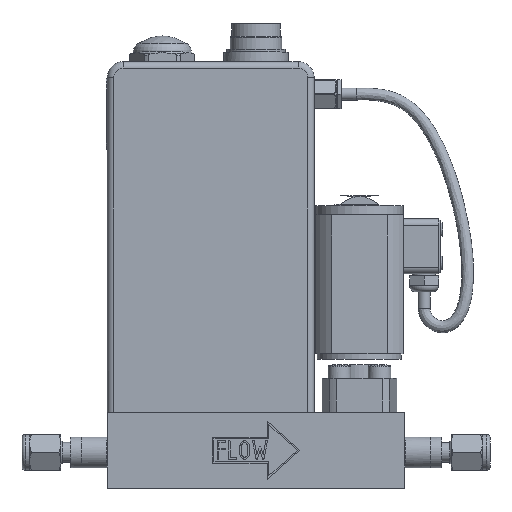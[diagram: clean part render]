
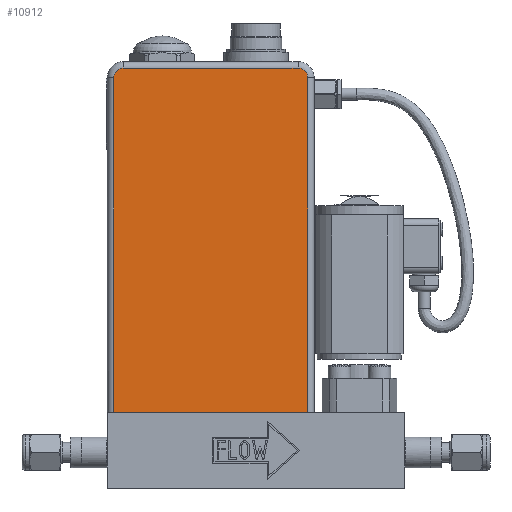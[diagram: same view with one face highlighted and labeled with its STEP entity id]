
A CAD part, top view. The second image highlights one B-rep face of the part: STEP entity #10912.
In plain terms, the highlighted planar face has unit normal (0, 0, 1).
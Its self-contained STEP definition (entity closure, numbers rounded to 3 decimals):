
#979=PLANE('',#11823);
#1605=FACE_OUTER_BOUND('',#2286,.T.);
#2286=EDGE_LOOP('',(#8729,#8730,#8731,#8732,#8733,#8734));
#3073=LINE('',#17211,#3913);
#3074=LINE('',#17215,#3914);
#3075=LINE('',#17219,#3915);
#3076=LINE('',#17220,#3916);
#3913=VECTOR('',#13745,10.);
#3914=VECTOR('',#13748,10.);
#3915=VECTOR('',#13751,10.);
#3916=VECTOR('',#13752,10.);
#4654=CIRCLE('',#11824,3.);
#4655=CIRCLE('',#11825,3.);
#5352=VERTEX_POINT('',#17209);
#5353=VERTEX_POINT('',#17210);
#5354=VERTEX_POINT('',#17212);
#5355=VERTEX_POINT('',#17214);
#5356=VERTEX_POINT('',#17216);
#5357=VERTEX_POINT('',#17218);
#6590=EDGE_CURVE('',#5352,#5353,#3073,.T.);
#6591=EDGE_CURVE('',#5354,#5352,#4654,.T.);
#6592=EDGE_CURVE('',#5355,#5354,#3074,.T.);
#6593=EDGE_CURVE('',#5356,#5355,#4655,.T.);
#6594=EDGE_CURVE('',#5357,#5356,#3075,.T.);
#6595=EDGE_CURVE('',#5353,#5357,#3076,.T.);
#8729=ORIENTED_EDGE('',*,*,#6590,.F.);
#8730=ORIENTED_EDGE('',*,*,#6591,.F.);
#8731=ORIENTED_EDGE('',*,*,#6592,.F.);
#8732=ORIENTED_EDGE('',*,*,#6593,.F.);
#8733=ORIENTED_EDGE('',*,*,#6594,.F.);
#8734=ORIENTED_EDGE('',*,*,#6595,.F.);
#10912=ADVANCED_FACE('',(#1605),#979,.F.);
#11823=AXIS2_PLACEMENT_3D('',#17208,#13743,#13744);
#11824=AXIS2_PLACEMENT_3D('',#17213,#13746,#13747);
#11825=AXIS2_PLACEMENT_3D('',#17217,#13749,#13750);
#13743=DIRECTION('center_axis',(0.,0.,
-1.));
#13744=DIRECTION('ref_axis',(-1.,0.,0.));
#13745=DIRECTION('',(0.,-1.,0.));
#13746=DIRECTION('center_axis',(0.,0.,
-1.));
#13747=DIRECTION('ref_axis',(0.707,0.707,0.));
#13748=DIRECTION('',(1.,0.,0.));
#13749=DIRECTION('center_axis',(0.,0.,
-1.));
#13750=DIRECTION('ref_axis',(-0.707,0.707,0.));
#13751=DIRECTION('',(0.,1.,0.));
#13752=DIRECTION('',(-1.,0.,0.));
#17208=CARTESIAN_POINT('Origin',(0.,0.,
32.14));
#17209=CARTESIAN_POINT('',(30.,49.25,32.14));
#17210=CARTESIAN_POINT('',(30.,-54.25,32.14));
#17211=CARTESIAN_POINT('',(30.,-27.125,32.14));
#17212=CARTESIAN_POINT('',(27.,52.25,32.14));
#17213=CARTESIAN_POINT('Origin',(27.,49.25,32.14));
#17214=CARTESIAN_POINT('',(-27.,52.25,32.14));
#17215=CARTESIAN_POINT('',(16.,52.25,32.14));
#17216=CARTESIAN_POINT('',(-30.,49.25,32.14));
#17217=CARTESIAN_POINT('Origin',(-27.,49.25,32.14));
#17218=CARTESIAN_POINT('',(-30.,-54.25,32.14));
#17219=CARTESIAN_POINT('',(-30.,27.125,32.14));
#17220=CARTESIAN_POINT('',(-32.,-54.25,32.14));
